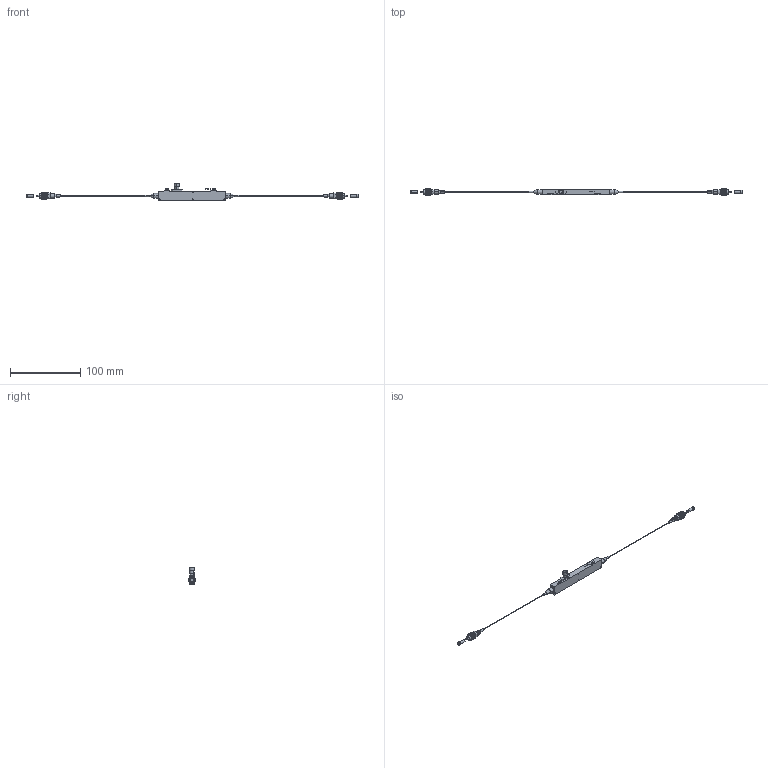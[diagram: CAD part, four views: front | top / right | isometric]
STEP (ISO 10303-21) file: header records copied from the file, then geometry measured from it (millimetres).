
FILE_DESCRIPTION (( 'STEP AP214' ), '1' );
FILE_NAME ('LNX1020A.STEP', '2022-06-17T18:46:42', ( '' ), ( '' ), 'SwSTEP 2.0', 'SolidWorks 2018', '' );
FILE_SCHEMA (( 'AUTOMOTIVE_DESIGN' ));
Length unit declared in the file: inch
Products named in the file (4): Thorlabs CAPF; LNX PC-APC Fiber Connector; OHW-00233_LNX1020A; LNX1020A
Assembly tree (5 placements, depth 2):
  LNX1020A
    OHW-00233_LNX1020A
    Thorlabs CAPF  x2
    LNX PC-APC Fiber Connector  x2
Bounding box: 472.75 x 10 x 25.2 mm (x, y, z)
Volume: 14397.6 mm3; surface area: 11006.3 mm2
Topology: 13 solids, 13 shells, 3161 faces, 7464 edges, 4358 vertices
Faces by surface type: bspline 1662, cylinder 892, plane 539, cone 64, torus 4
Entity records: 148777 total; most frequent: CARTESIAN_POINT 100653, ORIENTED_EDGE 7662, EDGE_CURVE 3831, DIRECTION 3261, VERTEX_POINT 2245, EDGE_LOOP 1666, ADVANCED_FACE 1626, FACE_OUTER_BOUND 1626
